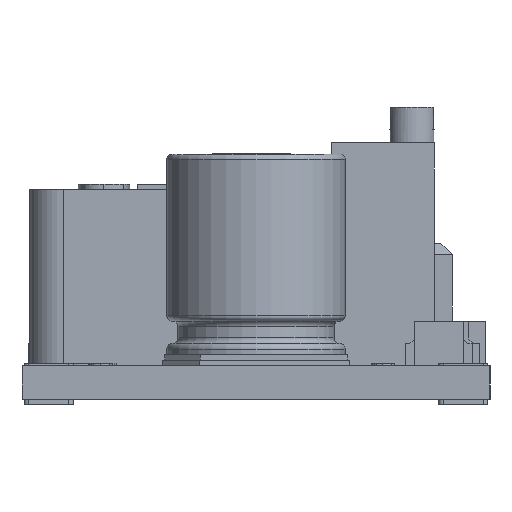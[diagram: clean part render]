
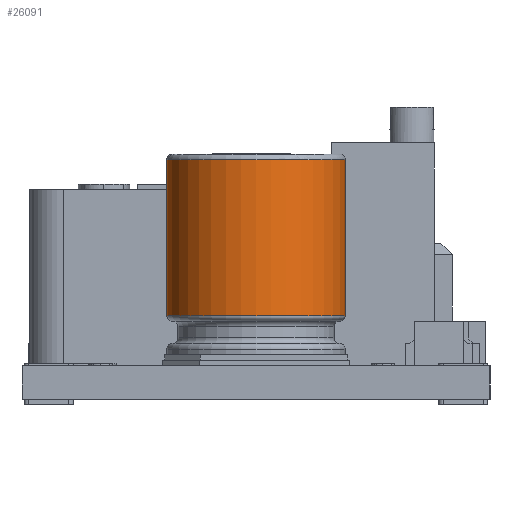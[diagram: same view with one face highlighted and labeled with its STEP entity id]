
A CAD part, left-side view. The second image highlights one B-rep face of the part: STEP entity #26091.
In plain terms, the highlighted cylindrical face has radius 4 mm (diameter 8 mm), a full revolution.
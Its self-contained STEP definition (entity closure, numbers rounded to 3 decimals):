
#317=CIRCLE('',#27314,4.);
#318=CIRCLE('',#27315,4.);
#319=CIRCLE('',#27317,4.);
#320=CIRCLE('',#27318,4.);
#428=CYLINDRICAL_SURFACE('',#27316,4.);
#2995=FACE_OUTER_BOUND('',#4446,.T.);
#4446=EDGE_LOOP('',(#22307,#22308,#22309,#22310,#22311,#22312));
#6952=LINE('',#44512,#9466);
#9466=VECTOR('',#32119,4.);
#11852=VERTEX_POINT('',#44505);
#11853=VERTEX_POINT('',#44507);
#11854=VERTEX_POINT('',#44511);
#11855=VERTEX_POINT('',#44513);
#15378=EDGE_CURVE('',#11852,#11853,#317,.T.);
#15379=EDGE_CURVE('',#11853,#11852,#318,.T.);
#15380=EDGE_CURVE('',#11852,#11854,#6952,.T.);
#15381=EDGE_CURVE('',#11855,#11854,#319,.T.);
#15382=EDGE_CURVE('',#11854,#11855,#320,.T.);
#22307=ORIENTED_EDGE('',*,*,#15379,.F.);
#22308=ORIENTED_EDGE('',*,*,#15378,.F.);
#22309=ORIENTED_EDGE('',*,*,#15380,.T.);
#22310=ORIENTED_EDGE('',*,*,#15381,.F.);
#22311=ORIENTED_EDGE('',*,*,#15382,.F.);
#22312=ORIENTED_EDGE('',*,*,#15380,.F.);
#26091=ADVANCED_FACE('',(#2995),#428,.T.);
#27314=AXIS2_PLACEMENT_3D('',#44508,#32113,#32114);
#27315=AXIS2_PLACEMENT_3D('',#44509,#32115,#32116);
#27316=AXIS2_PLACEMENT_3D('',#44510,#32117,#32118);
#27317=AXIS2_PLACEMENT_3D('',#44514,#32120,#32121);
#27318=AXIS2_PLACEMENT_3D('',#44515,#32122,#32123);
#32113=DIRECTION('center_axis',(0.,0.,1.));
#32114=DIRECTION('ref_axis',(-1.,0.,0.));
#32115=DIRECTION('center_axis',(0.,0.,1.));
#32116=DIRECTION('ref_axis',(-1.,0.,0.));
#32117=DIRECTION('center_axis',(0.,0.,1.));
#32118=DIRECTION('ref_axis',(1.,0.,0.));
#32119=DIRECTION('',(0.,0.,-1.));
#32120=DIRECTION('center_axis',(0.,0.,-1.));
#32121=DIRECTION('ref_axis',(-1.,0.,0.));
#32122=DIRECTION('center_axis',(0.,0.,-1.));
#32123=DIRECTION('ref_axis',(-1.,0.,0.));
#44505=CARTESIAN_POINT('',(0.25,-10.5,10.75));
#44507=CARTESIAN_POINT('',(8.25,-10.5,10.75));
#44508=CARTESIAN_POINT('Origin',(4.25,-10.5,10.75));
#44509=CARTESIAN_POINT('Origin',(4.25,-10.5,10.75));
#44510=CARTESIAN_POINT('Origin',(4.25,-10.5,3.5));
#44511=CARTESIAN_POINT('',(0.25,-10.5,3.75));
#44512=CARTESIAN_POINT('',(0.25,-10.5,3.5));
#44513=CARTESIAN_POINT('',(8.25,-10.5,3.75));
#44514=CARTESIAN_POINT('Origin',(4.25,-10.5,3.75));
#44515=CARTESIAN_POINT('Origin',(4.25,-10.5,3.75));
